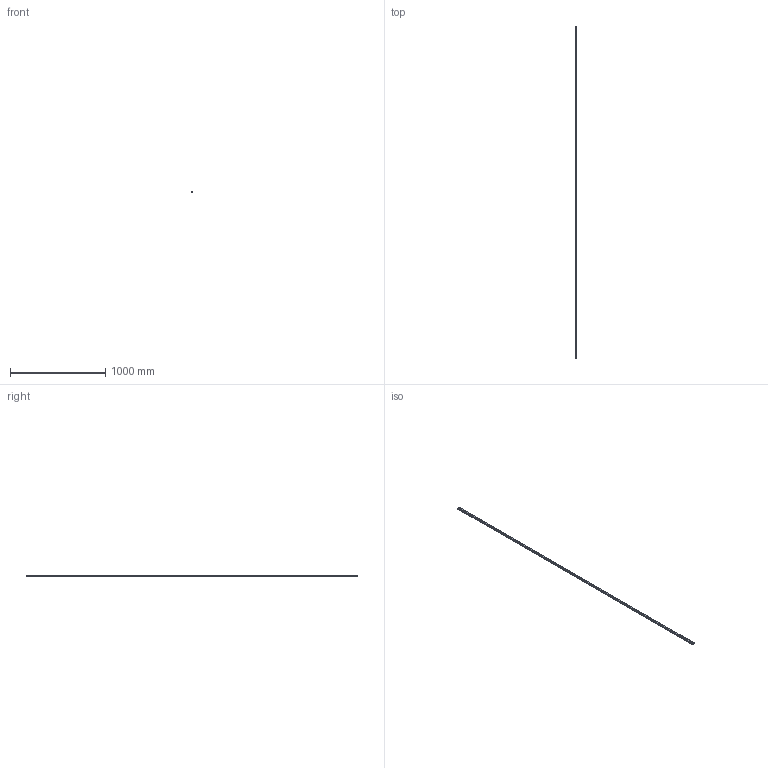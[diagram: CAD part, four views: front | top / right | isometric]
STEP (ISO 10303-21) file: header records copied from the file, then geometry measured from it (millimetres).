
FILE_DESCRIPTION(('STEP AP214'),'1');
FILE_NAME('cctmp_5820A90B-0677-4229-99FE-2790235DC870_2020_5_19_13_14_50_873..stp','2020-05-19T11:14:51',('HIWIN GmbH'),('CADClick - www.CADClick.com'),'Spatial InterOp 3D',' ','unknown authorization');
FILE_SCHEMA(('AUTOMOTIVE_DESIGN'));
Length unit declared in the file: millimetre
Products named in the file (1): HGR20R3490H_FILE
Bounding box: 20 x 3490 x 17.5 mm (x, y, z)
Volume: 997886.7 mm3; surface area: 295761.9 mm2
Topology: 1 solids, 1 shells, 629 faces, 1347 edges, 898 vertices
Faces by surface type: cylinder 370, plane 259
Entity records: 22417 total; most frequent: DIRECTION 3347, CARTESIAN_POINT 2875, ORIENTED_EDGE 2694, AXIS2_PLACEMENT_3D 1370, EDGE_CURVE 1347, VERTEX_POINT 898, EDGE_LOOP 807, CIRCLE 740
